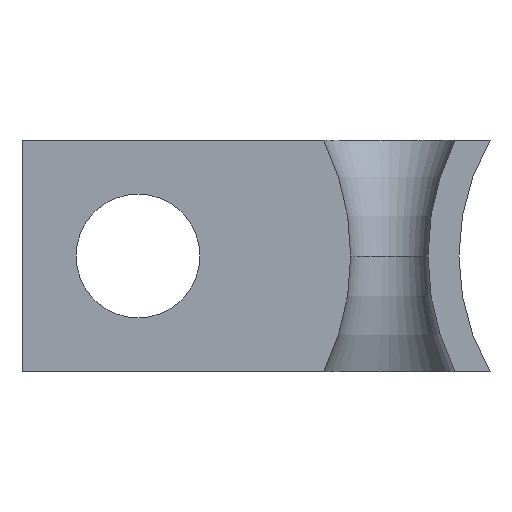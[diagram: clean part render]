
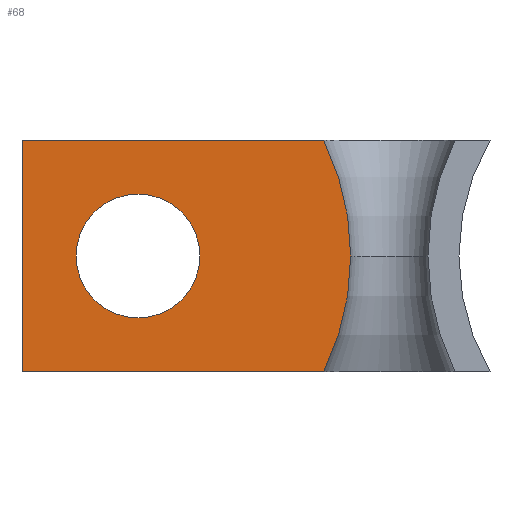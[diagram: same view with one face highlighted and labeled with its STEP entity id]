
A CAD part, front view. The second image highlights one B-rep face of the part: STEP entity #68.
In plain terms, the highlighted planar face has unit normal (0, -1, 0).
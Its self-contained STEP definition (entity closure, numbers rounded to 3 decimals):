
#1 = CARTESIAN_POINT ( 'NONE',  ( -6.5, -0.5, 0. ) ) ;
#12 = CARTESIAN_POINT ( 'NONE',  ( -1.698, -0.5, -3. ) ) ;
#27 = DIRECTION ( 'NONE',  ( 0., 0., -1. ) ) ;
#36 = ORIENTED_EDGE ( 'NONE', *, *, #315, .T. ) ;
#46 = CARTESIAN_POINT ( 'NONE',  ( -7.8, -0.5, 0. ) ) ;
#53 = AXIS2_PLACEMENT_3D ( 'NONE', #56, #472, #241 ) ;
#56 = CARTESIAN_POINT ( 'NONE',  ( -6.5, -0.5, 0. ) ) ;
#59 = DIRECTION ( 'NONE',  ( 0., 0., 1. ) ) ;
#68 = ADVANCED_FACE ( 'NONE', ( #100, #200 ), #297, .F. ) ;
#86 = AXIS2_PLACEMENT_3D ( 'NONE', #1, #353, #59 ) ;
#91 = CARTESIAN_POINT ( 'NONE',  ( -9.5, -0.5, 3. ) ) ;
#97 = DIRECTION ( 'NONE',  ( -1., 0., 0. ) ) ;
#100 = FACE_BOUND ( 'NONE', #332, .T. ) ;
#103 = LINE ( 'NONE', #181, #430 ) ;
#106 = EDGE_LOOP ( 'NONE', ( #185, #36, #141, #118 ) ) ;
#111 = CARTESIAN_POINT ( 'NONE',  ( -6.5, -0.5, -1.6 ) ) ;
#114 = DIRECTION ( 'NONE',  ( 0., 1., 0. ) ) ;
#118 = ORIENTED_EDGE ( 'NONE', *, *, #208, .T. ) ;
#124 = VECTOR ( 'NONE', #97, 1000. ) ;
#125 = CARTESIAN_POINT ( 'NONE',  ( -6.5, -0.5, 1.6 ) ) ;
#126 = VERTEX_POINT ( 'NONE', #130 ) ;
#130 = CARTESIAN_POINT ( 'NONE',  ( -9.5, -0.5, -3. ) ) ;
#141 = ORIENTED_EDGE ( 'NONE', *, *, #525, .T. ) ;
#170 = LINE ( 'NONE', #368, #124 ) ;
#181 = CARTESIAN_POINT ( 'NONE',  ( -1.698, -0.5, -3. ) ) ;
#185 = ORIENTED_EDGE ( 'NONE', *, *, #364, .T. ) ;
#200 = FACE_OUTER_BOUND ( 'NONE', #106, .T. ) ;
#208 = EDGE_CURVE ( 'NONE', #445, #126, #230, .T. ) ;
#220 = ORIENTED_EDGE ( 'NONE', *, *, #306, .T. ) ;
#223 = DIRECTION ( 'NONE',  ( 0., 0., -1. ) ) ;
#230 = LINE ( 'NONE', #330, #413 ) ;
#241 = DIRECTION ( 'NONE',  ( 0., 0., 1. ) ) ;
#254 = AXIS2_PLACEMENT_3D ( 'NONE', #264, #502, #223 ) ;
#256 = DIRECTION ( 'NONE',  ( 0., 0., -1. ) ) ;
#264 = CARTESIAN_POINT ( 'NONE',  ( -7.8, -0.5, 0. ) ) ;
#291 = CIRCLE ( 'NONE', #86, 1.6 ) ;
#297 = PLANE ( 'NONE',  #448 ) ;
#298 = EDGE_CURVE ( 'NONE', #404, #376, #508, .T. ) ;
#306 = EDGE_CURVE ( 'NONE', #376, #404, #291, .T. ) ;
#315 = EDGE_CURVE ( 'NONE', #337, #517, #493, .T. ) ;
#330 = CARTESIAN_POINT ( 'NONE',  ( -9.5, -0.5, 10.841 ) ) ;
#332 = EDGE_LOOP ( 'NONE', ( #389, #220 ) ) ;
#337 = VERTEX_POINT ( 'NONE', #12 ) ;
#353 = DIRECTION ( 'NONE',  ( 0., 1., 0. ) ) ;
#364 = EDGE_CURVE ( 'NONE', #126, #337, #103, .T. ) ;
#368 = CARTESIAN_POINT ( 'NONE',  ( -1.698, -0.5, 3. ) ) ;
#376 = VERTEX_POINT ( 'NONE', #111 ) ;
#389 = ORIENTED_EDGE ( 'NONE', *, *, #298, .T. ) ;
#404 = VERTEX_POINT ( 'NONE', #125 ) ;
#413 = VECTOR ( 'NONE', #27, 1000. ) ;
#416 = DIRECTION ( 'NONE',  ( 1., 0., 0. ) ) ;
#430 = VECTOR ( 'NONE', #416, 1000. ) ;
#445 = VERTEX_POINT ( 'NONE', #91 ) ;
#448 = AXIS2_PLACEMENT_3D ( 'NONE', #46, #114, #256 ) ;
#457 = CARTESIAN_POINT ( 'NONE',  ( -1.698, -0.5, 3. ) ) ;
#472 = DIRECTION ( 'NONE',  ( 0., 1., 0. ) ) ;
#493 = CIRCLE ( 'NONE', #254, 6.8 ) ;
#502 = DIRECTION ( 'NONE',  ( 0., -1., 0. ) ) ;
#508 = CIRCLE ( 'NONE', #53, 1.6 ) ;
#517 = VERTEX_POINT ( 'NONE', #457 ) ;
#525 = EDGE_CURVE ( 'NONE', #517, #445, #170, .T. ) ;
